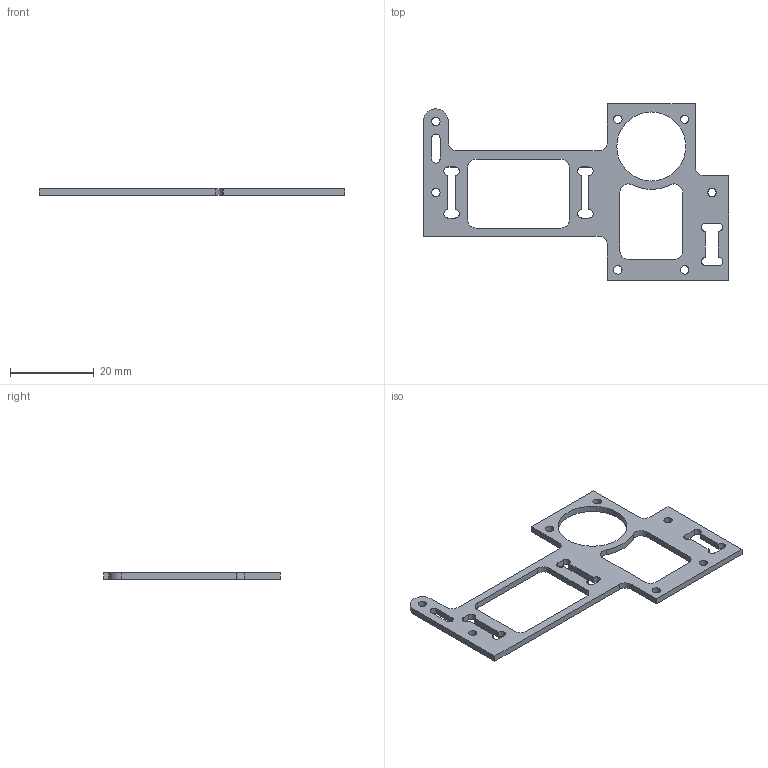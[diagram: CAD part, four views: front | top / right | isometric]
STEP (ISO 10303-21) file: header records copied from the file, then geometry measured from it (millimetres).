
FILE_DESCRIPTION(/* description */ (''),/* implementation_level */ '2;1');
FILE_NAME(/* name */ '',/* time_stamp */ '2023-12-10T23:58:27+09:00',/* author */ (''),/* organization */ (''),/* preprocessor_version */ 'ST-DEVELOPER v20',/* originating_system */ 'Autodesk Translation Framework v12.14.0.127',/* authorisation */ '');
FILE_SCHEMA (('AUTOMOTIVE_DESIGN { 1 0 10303 214 3 1 1 }'));
Length unit declared in the file: millimetre
Products named in the file (2): 脚プレート; コンポーネント3
Assembly tree (1 placements, depth 2):
  脚プレート
    コンポーネント3
Bounding box: 73 x 42.25 x 1.5 mm (x, y, z)
Volume: 1576.9 mm3; surface area: 2992.9 mm2
Topology: 1 solids, 1 shells, 72 faces, 210 edges, 140 vertices
Faces by surface type: cylinder 36, plane 36
Full cylindrical faces by diameter (mm): 2 x7, 16.5 x1
Entity records: 2522 total; most frequent: DIRECTION 432, CARTESIAN_POINT 425, ORIENTED_EDGE 420, EDGE_CURVE 210, AXIS2_PLACEMENT_3D 147, VERTEX_POINT 140, LINE 138, VECTOR 138
